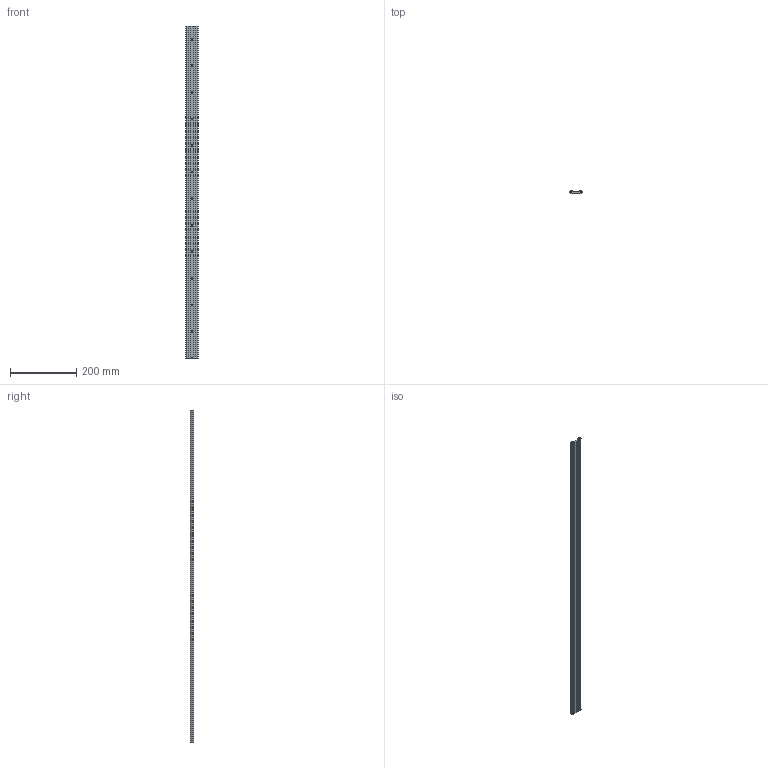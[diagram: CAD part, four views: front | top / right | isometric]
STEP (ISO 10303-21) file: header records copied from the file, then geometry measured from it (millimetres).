
FILE_DESCRIPTION (( 'STEP AP203' ), '1' );
FILE_NAME ('CRT_E8335034B8.step', '2021-07-07T17:22:07', ( '' ), ( '' ), 'SwSTEP 2.0', 'SolidWorks 2019', '' );
FILE_SCHEMA (( 'CONFIG_CONTROL_DESIGN' ));
Length unit declared in the file: inch
Products named in the file (3): CRT_E8335034B8; q4PbL1TSXX_CADModel_0
Assembly tree (1 placements, depth 2):
  CRT_E8335034B8
    q4PbL1TSXX_CADModel_0
  q4PbL1TSXX_CADModel_0
Bounding box: 36.78 x 10.16 x 1000 mm (x, y, z)
Volume: 225330 mm3; surface area: 142625.7 mm2
Topology: 3 solids, 3 shells, 130 faces, 372 edges, 248 vertices
Faces by surface type: cylinder 87, plane 43
Entity records: 4652 total; most frequent: DIRECTION 816, CARTESIAN_POINT 755, ORIENTED_EDGE 744, EDGE_CURVE 372, AXIS2_PLACEMENT_3D 309, VERTEX_POINT 248, VECTOR 198, LINE 198
